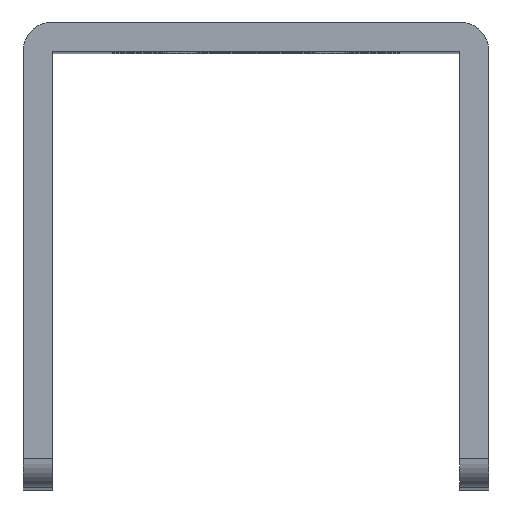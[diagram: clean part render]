
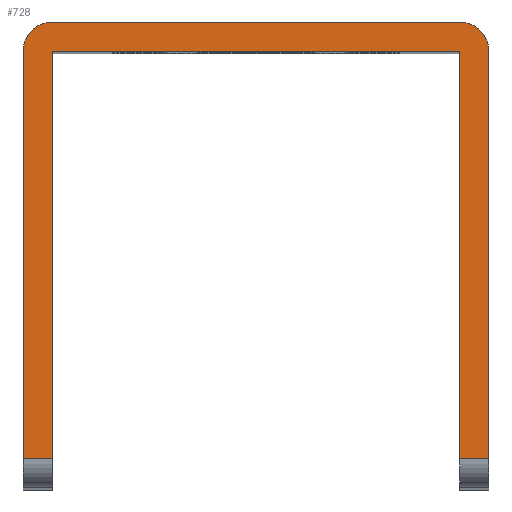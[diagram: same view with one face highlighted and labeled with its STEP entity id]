
A CAD part, top view. The second image highlights one B-rep face of the part: STEP entity #728.
In plain terms, the highlighted planar face has unit normal (0, 0, 1).
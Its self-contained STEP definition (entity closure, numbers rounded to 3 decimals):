
#149 = VECTOR ( 'NONE', #4990, 1000. ) ;
#244 = CARTESIAN_POINT ( 'NONE',  ( 0., 0., 0. ) ) ;
#503 = VERTEX_POINT ( 'NONE', #3975 ) ;
#648 = CIRCLE ( 'NONE', #3206, 2. ) ;
#656 = VERTEX_POINT ( 'NONE', #3434 ) ;
#696 = VERTEX_POINT ( 'NONE', #944 ) ;
#714 = VERTEX_POINT ( 'NONE', #5327 ) ;
#728 = ADVANCED_FACE ( 'NONE', ( #5123 ), #5294, .T. ) ;
#816 = CARTESIAN_POINT ( 'NONE',  ( 14., 14., 0. ) ) ;
#860 = VERTEX_POINT ( 'NONE', #2794 ) ;
#868 = LINE ( 'NONE', #1395, #1799 ) ;
#922 = LINE ( 'NONE', #4053, #4560 ) ;
#928 = VECTOR ( 'NONE', #4282, 1000. ) ;
#944 = CARTESIAN_POINT ( 'NONE',  ( -16., 14., 0. ) ) ;
#1050 = LINE ( 'NONE', #3910, #3318 ) ;
#1216 = VERTEX_POINT ( 'NONE', #1401 ) ;
#1262 = CARTESIAN_POINT ( 'NONE',  ( -14., 16., 0. ) ) ;
#1381 = DIRECTION ( 'NONE',  ( 0., 1., 0. ) ) ;
#1395 = CARTESIAN_POINT ( 'NONE',  ( -14., 14., 0. ) ) ;
#1401 = CARTESIAN_POINT ( 'NONE',  ( -14., 14., 0. ) ) ;
#1462 = ORIENTED_EDGE ( 'NONE', *, *, #4721, .T. ) ;
#1505 = ORIENTED_EDGE ( 'NONE', *, *, #4867, .T. ) ;
#1767 = EDGE_LOOP ( 'NONE', ( #1462, #1505, #1805, #1864, #1906, #1939, #2001, #2077, #2665, #2312 ) ) ;
#1799 = VECTOR ( 'NONE', #1381, 1000. ) ;
#1805 = ORIENTED_EDGE ( 'NONE', *, *, #4582, .T. ) ;
#1864 = ORIENTED_EDGE ( 'NONE', *, *, #4475, .T. ) ;
#1906 = ORIENTED_EDGE ( 'NONE', *, *, #4373, .T. ) ;
#1934 = VERTEX_POINT ( 'NONE', #4846 ) ;
#1939 = ORIENTED_EDGE ( 'NONE', *, *, #4872, .T. ) ;
#2001 = ORIENTED_EDGE ( 'NONE', *, *, #4319, .T. ) ;
#2077 = ORIENTED_EDGE ( 'NONE', *, *, #4878, .T. ) ;
#2312 = ORIENTED_EDGE ( 'NONE', *, *, #4900, .T. ) ;
#2411 = VERTEX_POINT ( 'NONE', #4539 ) ;
#2612 = VECTOR ( 'NONE', #3569, 1000. ) ;
#2665 = ORIENTED_EDGE ( 'NONE', *, *, #4851, .T. ) ;
#2794 = CARTESIAN_POINT ( 'NONE',  ( 14., 16., 0. ) ) ;
#3103 = CARTESIAN_POINT ( 'NONE',  ( 14., 14., 0. ) ) ;
#3206 = AXIS2_PLACEMENT_3D ( 'NONE', #3311, #3297, #3286 ) ;
#3223 = AXIS2_PLACEMENT_3D ( 'NONE', #4074, #4042, #4025 ) ;
#3286 = DIRECTION ( 'NONE',  ( 1., 0., 0. ) ) ;
#3297 = DIRECTION ( 'NONE',  ( 0., 0., 1. ) ) ;
#3311 = CARTESIAN_POINT ( 'NONE',  ( -14., 14., 0. ) ) ;
#3318 = VECTOR ( 'NONE', #3887, 1000. ) ;
#3338 = VECTOR ( 'NONE', #4636, 1000. ) ;
#3404 = VECTOR ( 'NONE', #6107, 1000. ) ;
#3434 = CARTESIAN_POINT ( 'NONE',  ( 16., 14., 0. ) ) ;
#3569 = DIRECTION ( 'NONE',  ( 0., -1., 0. ) ) ;
#3647 = CARTESIAN_POINT ( 'NONE',  ( -16., 16., 0. ) ) ;
#3822 = VERTEX_POINT ( 'NONE', #3103 ) ;
#3887 = DIRECTION ( 'NONE',  ( 1., 0., 0. ) ) ;
#3910 = CARTESIAN_POINT ( 'NONE',  ( -14., 14., 0. ) ) ;
#3927 = DIRECTION ( 'NONE',  ( 0., 1., 0. ) ) ;
#3975 = CARTESIAN_POINT ( 'NONE',  ( 16., -14., 0. ) ) ;
#4025 = DIRECTION ( 'NONE',  ( 1., 0., 0. ) ) ;
#4042 = DIRECTION ( 'NONE',  ( 0., 0., 1. ) ) ;
#4053 = CARTESIAN_POINT ( 'NONE',  ( 16., 16., 0. ) ) ;
#4074 = CARTESIAN_POINT ( 'NONE',  ( 14., 14., 0. ) ) ;
#4085 = AXIS2_PLACEMENT_3D ( 'NONE', #244, #4821, #4795 ) ;
#4282 = DIRECTION ( 'NONE',  ( 1., 0., 0. ) ) ;
#4312 = CARTESIAN_POINT ( 'NONE',  ( 0., -14., 0. ) ) ;
#4319 = EDGE_CURVE ( 'NONE', #503, #656, #922, .T. ) ;
#4373 = EDGE_CURVE ( 'NONE', #3822, #1934, #4826, .T. ) ;
#4475 = EDGE_CURVE ( 'NONE', #1216, #3822, #1050, .T. ) ;
#4539 = CARTESIAN_POINT ( 'NONE',  ( -16., -14., 0. ) ) ;
#4560 = VECTOR ( 'NONE', #3927, 1000. ) ;
#4582 = EDGE_CURVE ( 'NONE', #714, #1216, #868, .T. ) ;
#4636 = DIRECTION ( 'NONE',  ( 1., 0., 0. ) ) ;
#4721 = EDGE_CURVE ( 'NONE', #696, #2411, #5674, .T. ) ;
#4749 = LINE ( 'NONE', #4312, #928 ) ;
#4795 = DIRECTION ( 'NONE',  ( 1., 0., 0. ) ) ;
#4805 = CARTESIAN_POINT ( 'NONE',  ( 0., -14., 0. ) ) ;
#4821 = DIRECTION ( 'NONE',  ( 0., 0., 1. ) ) ;
#4826 = LINE ( 'NONE', #816, #3404 ) ;
#4846 = CARTESIAN_POINT ( 'NONE',  ( 14., -14., 0. ) ) ;
#4851 = EDGE_CURVE ( 'NONE', #860, #4986, #5261, .T. ) ;
#4867 = EDGE_CURVE ( 'NONE', #2411, #714, #6015, .T. ) ;
#4872 = EDGE_CURVE ( 'NONE', #1934, #503, #4749, .T. ) ;
#4878 = EDGE_CURVE ( 'NONE', #656, #860, #5924, .T. ) ;
#4900 = EDGE_CURVE ( 'NONE', #4986, #696, #648, .T. ) ;
#4986 = VERTEX_POINT ( 'NONE', #1262 ) ;
#4990 = DIRECTION ( 'NONE',  ( -1., 0., 0. ) ) ;
#5123 = FACE_OUTER_BOUND ( 'NONE', #1767, .T. ) ;
#5133 = CARTESIAN_POINT ( 'NONE',  ( -16., 16., 0. ) ) ;
#5261 = LINE ( 'NONE', #5133, #149 ) ;
#5294 = PLANE ( 'NONE',  #4085 ) ;
#5327 = CARTESIAN_POINT ( 'NONE',  ( -14., -14., 0. ) ) ;
#5674 = LINE ( 'NONE', #3647, #2612 ) ;
#5924 = CIRCLE ( 'NONE', #3223, 2. ) ;
#6015 = LINE ( 'NONE', #4805, #3338 ) ;
#6107 = DIRECTION ( 'NONE',  ( 0., -1., 0. ) ) ;
